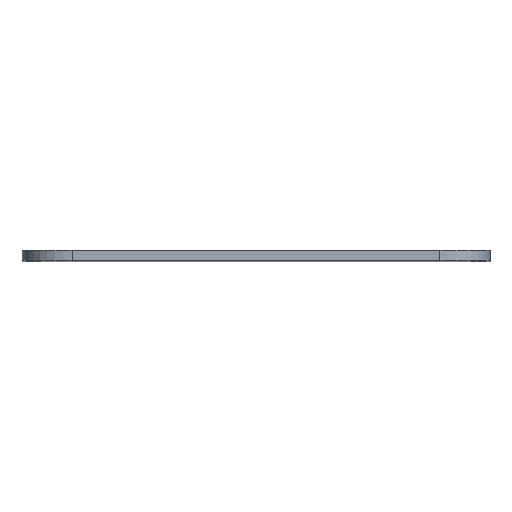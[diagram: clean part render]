
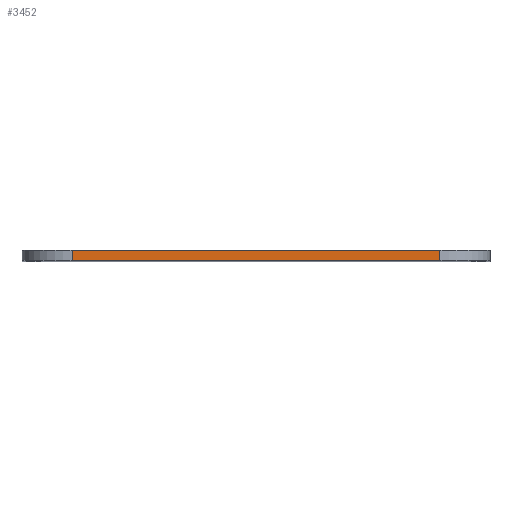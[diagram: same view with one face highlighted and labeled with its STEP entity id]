
A CAD part, top view. The second image highlights one B-rep face of the part: STEP entity #3452.
In plain terms, the highlighted planar face has unit normal (0, 0, 1).
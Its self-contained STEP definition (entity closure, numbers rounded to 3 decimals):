
#279 = ORIENTED_EDGE ( 'NONE', *, *, #2617, .T. ) ;
#358 = DIRECTION ( 'NONE',  ( 0., -1., 0. ) ) ;
#422 = ORIENTED_EDGE ( 'NONE', *, *, #2206, .F. ) ;
#453 = DIRECTION ( 'NONE',  ( 1., 0., 0. ) ) ;
#584 = AXIS2_PLACEMENT_3D ( 'NONE', #3245, #2961, #688 ) ;
#661 = EDGE_LOOP ( 'NONE', ( #3510, #422, #2265, #279 ) ) ;
#688 = DIRECTION ( 'NONE',  ( -1., 0., 0. ) ) ;
#898 = EDGE_CURVE ( 'NONE', #1173, #2582, #1417, .T. ) ;
#1034 = VECTOR ( 'NONE', #453, 1000. ) ;
#1035 = LINE ( 'NONE', #2168, #1884 ) ;
#1048 = VECTOR ( 'NONE', #358, 1000. ) ;
#1173 = VERTEX_POINT ( 'NONE', #2874 ) ;
#1417 = LINE ( 'NONE', #2544, #1747 ) ;
#1425 = CARTESIAN_POINT ( 'NONE',  ( 129.073, 6., 302.931 ) ) ;
#1496 = EDGE_CURVE ( 'NONE', #2501, #2140, #2495, .T. ) ;
#1581 = PLANE ( 'NONE',  #584 ) ;
#1747 = VECTOR ( 'NONE', #3675, 1000. ) ;
#1884 = VECTOR ( 'NONE', #3609, 1000. ) ;
#2140 = VERTEX_POINT ( 'NONE', #1425 ) ;
#2168 = CARTESIAN_POINT ( 'NONE',  ( -90.927, 6., 302.931 ) ) ;
#2206 = EDGE_CURVE ( 'NONE', #2140, #2582, #3210, .T. ) ;
#2265 = ORIENTED_EDGE ( 'NONE', *, *, #1496, .F. ) ;
#2426 = CARTESIAN_POINT ( 'NONE',  ( -90.927, 6., 302.931 ) ) ;
#2495 = LINE ( 'NONE', #2426, #1034 ) ;
#2501 = VERTEX_POINT ( 'NONE', #2959 ) ;
#2544 = CARTESIAN_POINT ( 'NONE',  ( -90.927, 0., 302.931 ) ) ;
#2582 = VERTEX_POINT ( 'NONE', #2759 ) ;
#2617 = EDGE_CURVE ( 'NONE', #2501, #1173, #1035, .T. ) ;
#2677 = FACE_OUTER_BOUND ( 'NONE', #661, .T. ) ;
#2759 = CARTESIAN_POINT ( 'NONE',  ( 129.073, 0., 302.931 ) ) ;
#2874 = CARTESIAN_POINT ( 'NONE',  ( -90.927, 0., 302.931 ) ) ;
#2900 = CARTESIAN_POINT ( 'NONE',  ( 129.073, 6., 302.931 ) ) ;
#2959 = CARTESIAN_POINT ( 'NONE',  ( -90.927, 6., 302.931 ) ) ;
#2961 = DIRECTION ( 'NONE',  ( 0., 0., -1. ) ) ;
#3210 = LINE ( 'NONE', #2900, #1048 ) ;
#3245 = CARTESIAN_POINT ( 'NONE',  ( -90.927, 6., 302.931 ) ) ;
#3452 = ADVANCED_FACE ( 'NONE', ( #2677 ), #1581, .F. ) ;
#3510 = ORIENTED_EDGE ( 'NONE', *, *, #898, .T. ) ;
#3609 = DIRECTION ( 'NONE',  ( 0., -1., 0. ) ) ;
#3675 = DIRECTION ( 'NONE',  ( 1., 0., 0. ) ) ;
